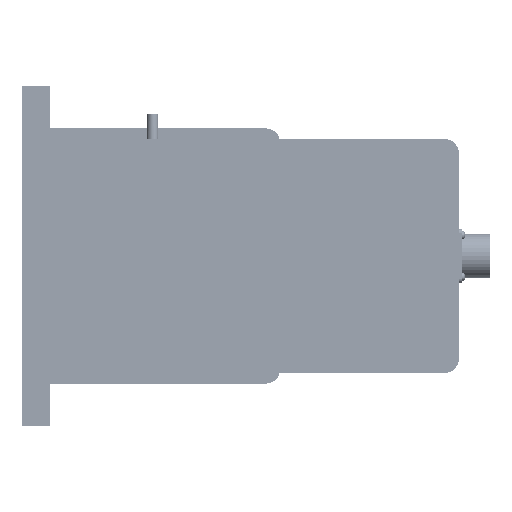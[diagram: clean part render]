
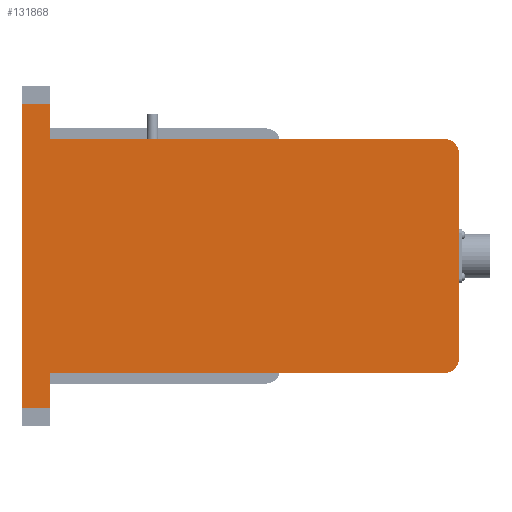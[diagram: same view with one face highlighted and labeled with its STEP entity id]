
A CAD part, front view. The second image highlights one B-rep face of the part: STEP entity #131868.
In plain terms, the highlighted face is planar.
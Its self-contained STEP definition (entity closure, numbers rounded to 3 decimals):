
#129 = VECTOR ( 'NONE', #101543, 1000. ) ;
#588 = LINE ( 'NONE', #89467, #113223 ) ;
#874 = VERTEX_POINT ( 'NONE', #82201 ) ;
#906 = VERTEX_POINT ( 'NONE', #49393 ) ;
#4071 = VERTEX_POINT ( 'NONE', #15675 ) ;
#9227 = ORIENTED_EDGE ( 'NONE', *, *, #61411, .T. ) ;
#15384 = CARTESIAN_POINT ( 'NONE',  ( 139., 82.5, 72. ) ) ;
#15675 = CARTESIAN_POINT ( 'NONE',  ( 139., 82.5, 72. ) ) ;
#15966 = ORIENTED_EDGE ( 'NONE', *, *, #19908, .T. ) ;
#17853 = ORIENTED_EDGE ( 'NONE', *, *, #20301, .F. ) ;
#18157 = VECTOR ( 'NONE', #42890, 1000. ) ;
#19908 = EDGE_CURVE ( 'NONE', #81697, #874, #103697, .T. ) ;
#20301 = EDGE_CURVE ( 'NONE', #32555, #25686, #126108, .T. ) ;
#22434 = DIRECTION ( 'NONE',  ( 0., 1., 0. ) ) ;
#23114 = EDGE_CURVE ( 'NONE', #906, #52096, #80805, .T. ) ;
#23883 = LINE ( 'NONE', #55256, #18157 ) ;
#25686 = VERTEX_POINT ( 'NONE', #85215 ) ;
#27448 = DIRECTION ( 'NONE',  ( 0., 0., 1. ) ) ;
#29645 = PLANE ( 'NONE',  #71562 ) ;
#31918 = VECTOR ( 'NONE', #114091, 1000. ) ;
#32555 = VERTEX_POINT ( 'NONE', #65751 ) ;
#32844 = DIRECTION ( 'NONE',  ( 1., 0., 0. ) ) ;
#33625 = ORIENTED_EDGE ( 'NONE', *, *, #129859, .T. ) ;
#42890 = DIRECTION ( 'NONE',  ( 1., 0., 0. ) ) ;
#43698 = ORIENTED_EDGE ( 'NONE', *, *, #47701, .F. ) ;
#47701 = EDGE_CURVE ( 'NONE', #115381, #32555, #103885, .T. ) ;
#49393 = CARTESIAN_POINT ( 'NONE',  ( 139., -82.5, 72. ) ) ;
#51399 = VERTEX_POINT ( 'NONE', #130524 ) ;
#52096 = VERTEX_POINT ( 'NONE', #96116 ) ;
#54895 = DIRECTION ( 'NONE',  ( 1., 0., 0. ) ) ;
#55256 = CARTESIAN_POINT ( 'NONE',  ( -139., -82.5, 72. ) ) ;
#60391 = CARTESIAN_POINT ( 'NONE',  ( -139., -107.5, 72. ) ) ;
#61411 = EDGE_CURVE ( 'NONE', #104183, #25686, #115795, .T. ) ;
#62413 = ORIENTED_EDGE ( 'NONE', *, *, #118468, .T. ) ;
#65751 = CARTESIAN_POINT ( 'NONE',  ( -159., 107.5, 72. ) ) ;
#68810 = DIRECTION ( 'NONE',  ( 1., 0., 0. ) ) ;
#69710 = VECTOR ( 'NONE', #101367, 1000. ) ;
#71432 = AXIS2_PLACEMENT_3D ( 'NONE', #86293, #87009, #54895 ) ;
#71562 = AXIS2_PLACEMENT_3D ( 'NONE', #139696, #27448, #82154 ) ;
#72190 = DIRECTION ( 'NONE',  ( -1., 0., 0. ) ) ;
#72651 = FACE_OUTER_BOUND ( 'NONE', #112216, .T. ) ;
#76014 = ORIENTED_EDGE ( 'NONE', *, *, #136378, .T. ) ;
#80215 = CARTESIAN_POINT ( 'NONE',  ( -159., 107.5, 72. ) ) ;
#80805 = CIRCLE ( 'NONE', #71432, 10. ) ;
#81196 = CARTESIAN_POINT ( 'NONE',  ( -139., 82.5, 72. ) ) ;
#81697 = VERTEX_POINT ( 'NONE', #109758 ) ;
#82154 = DIRECTION ( 'NONE',  ( 1., 0., 0. ) ) ;
#82201 = CARTESIAN_POINT ( 'NONE',  ( -139., -82.5, 72. ) ) ;
#85215 = CARTESIAN_POINT ( 'NONE',  ( -139., 107.5, 72. ) ) ;
#86293 = CARTESIAN_POINT ( 'NONE',  ( 139., -72.5, 72. ) ) ;
#87009 = DIRECTION ( 'NONE',  ( 0., 0., 1. ) ) ;
#88920 = DIRECTION ( 'NONE',  ( 0., 0., 1. ) ) ;
#89467 = CARTESIAN_POINT ( 'NONE',  ( 149., -72.5, 72. ) ) ;
#89757 = AXIS2_PLACEMENT_3D ( 'NONE', #121774, #88920, #32844 ) ;
#90571 = CARTESIAN_POINT ( 'NONE',  ( -139., -107.5, 72. ) ) ;
#90679 = LINE ( 'NONE', #92115, #137010 ) ;
#92115 = CARTESIAN_POINT ( 'NONE',  ( -159., -107.5, 72. ) ) ;
#92915 = CARTESIAN_POINT ( 'NONE',  ( -159., -107.5, 72. ) ) ;
#94046 = LINE ( 'NONE', #15384, #99578 ) ;
#96116 = CARTESIAN_POINT ( 'NONE',  ( 149., -72.5, 72. ) ) ;
#99578 = VECTOR ( 'NONE', #72190, 1000. ) ;
#101367 = DIRECTION ( 'NONE',  ( 1., 0., 0. ) ) ;
#101543 = DIRECTION ( 'NONE',  ( 0., 1., 0. ) ) ;
#103697 = LINE ( 'NONE', #90571, #129 ) ;
#103885 = LINE ( 'NONE', #92915, #31918 ) ;
#104183 = VERTEX_POINT ( 'NONE', #81196 ) ;
#108233 = ORIENTED_EDGE ( 'NONE', *, *, #115249, .T. ) ;
#109758 = CARTESIAN_POINT ( 'NONE',  ( -139., -107.5, 72. ) ) ;
#110571 = ORIENTED_EDGE ( 'NONE', *, *, #139034, .T. ) ;
#112216 = EDGE_LOOP ( 'NONE', ( #15966, #108233, #121526, #62413, #33625, #76014, #9227, #17853, #43698, #110571 ) ) ;
#113223 = VECTOR ( 'NONE', #22434, 1000. ) ;
#114091 = DIRECTION ( 'NONE',  ( 0., 1., 0. ) ) ;
#115249 = EDGE_CURVE ( 'NONE', #874, #906, #23883, .T. ) ;
#115381 = VERTEX_POINT ( 'NONE', #116393 ) ;
#115795 = LINE ( 'NONE', #60391, #137298 ) ;
#116393 = CARTESIAN_POINT ( 'NONE',  ( -159., -107.5, 72. ) ) ;
#118468 = EDGE_CURVE ( 'NONE', #52096, #51399, #588, .T. ) ;
#121526 = ORIENTED_EDGE ( 'NONE', *, *, #23114, .T. ) ;
#121774 = CARTESIAN_POINT ( 'NONE',  ( 139., 72.5, 72. ) ) ;
#126108 = LINE ( 'NONE', #80215, #69710 ) ;
#129859 = EDGE_CURVE ( 'NONE', #51399, #4071, #138674, .T. ) ;
#130524 = CARTESIAN_POINT ( 'NONE',  ( 149., 72.5, 72. ) ) ;
#131868 = ADVANCED_FACE ( 'NONE', ( #72651 ), #29645, .T. ) ;
#136378 = EDGE_CURVE ( 'NONE', #4071, #104183, #94046, .T. ) ;
#137010 = VECTOR ( 'NONE', #68810, 1000. ) ;
#137298 = VECTOR ( 'NONE', #139095, 1000. ) ;
#138674 = CIRCLE ( 'NONE', #89757, 10. ) ;
#139034 = EDGE_CURVE ( 'NONE', #115381, #81697, #90679, .T. ) ;
#139095 = DIRECTION ( 'NONE',  ( 0., 1., 0. ) ) ;
#139696 = CARTESIAN_POINT ( 'NONE',  ( -139., -72.5, 72. ) ) ;
